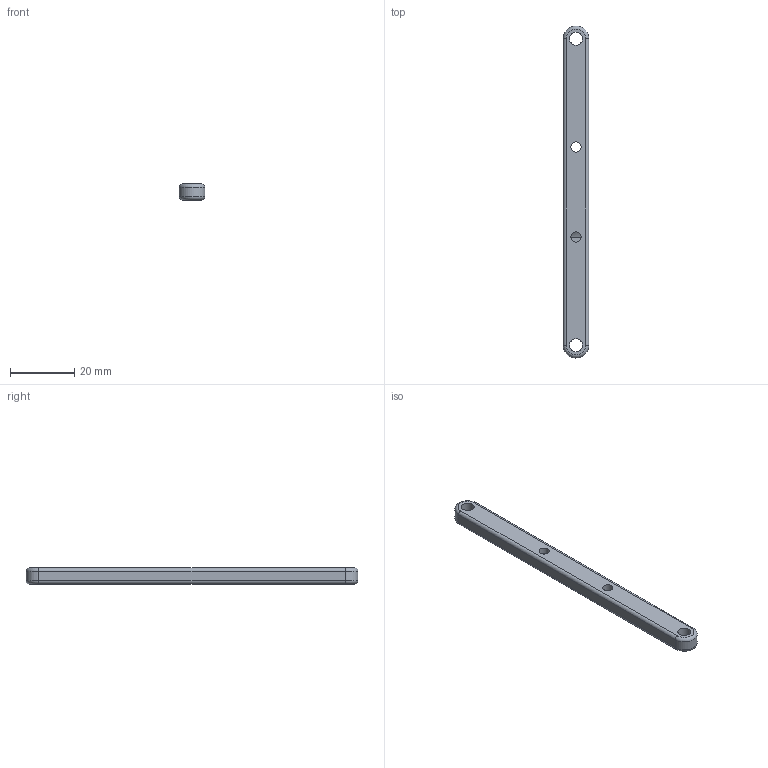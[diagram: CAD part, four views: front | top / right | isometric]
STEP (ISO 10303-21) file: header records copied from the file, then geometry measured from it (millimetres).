
FILE_DESCRIPTION(('FreeCAD Model'),'2;1');
FILE_NAME('Open CASCADE Shape Model','2021-12-25T21:42:14',('Author'),( ''),'Open CASCADE STEP processor 7.5','FreeCAD','Unknown');
FILE_SCHEMA(('AUTOMOTIVE_DESIGN { 1 0 10303 214 1 1 1 1 }'));
Length unit declared in the file: millimetre
Products named in the file (1): holding-arm
Bounding box: 8 x 103.25 x 5 mm (x, y, z)
Volume: 3663.3 mm3; surface area: 2741.5 mm2
Topology: 1 solids, 1 shells, 24 faces, 52 edges, 30 vertices
Faces by surface type: cylinder 12, plane 8, torus 4
Full cylindrical faces by diameter (mm): 3.2 x2, 4 x2, 6 x1
Entity records: 1367 total; most frequent: CARTESIAN_POINT 257, DIRECTION 215, ORIENTED_EDGE 104, PCURVE 104, DEFINITIONAL_REPRESENTATION 104, LINE 92, VECTOR 92, AXIS2_PLACEMENT_3D 55
